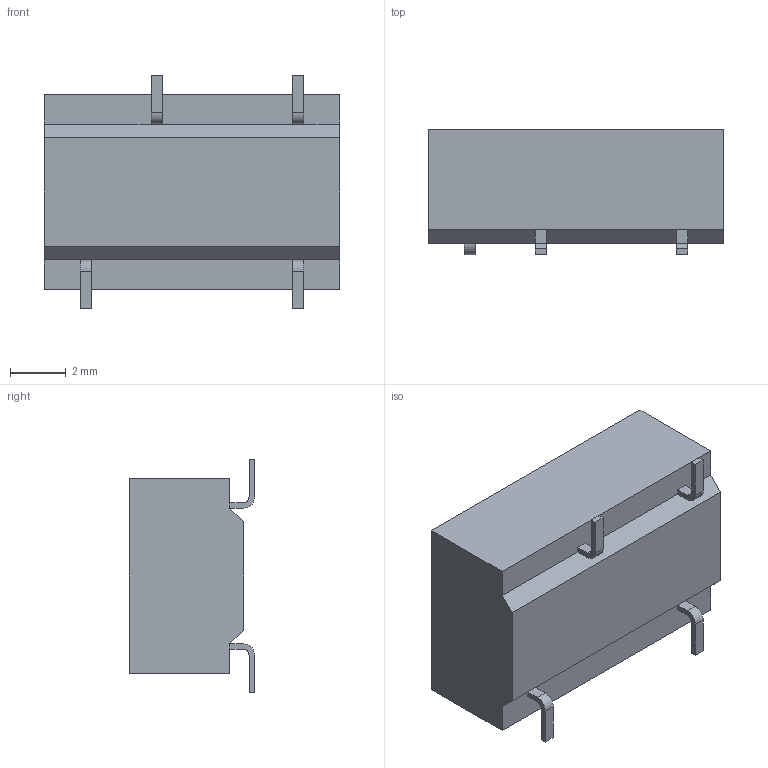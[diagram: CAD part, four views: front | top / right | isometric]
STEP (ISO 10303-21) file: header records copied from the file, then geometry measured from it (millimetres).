
FILE_DESCRIPTION(('STEP AP242'),'1');
FILE_NAME('20727.stp','2018-12-10T14:13:49',('TraceParts'),('TraceParts S.A.'),'Spatial InterOp 3D',' ',' ');
FILE_SCHEMA(('AP242_MANAGED_MODEL_BASED_3D_ENGINEERING_MIM_LF {1 0 10303 442 1 1 4}'));
Length unit declared in the file: millimetre
Products named in the file (1): 20727
Bounding box: 10.6 x 4.5 x 8.4 mm (x, y, z)
Volume: 291.1 mm3; surface area: 295.1 mm2
Topology: 1 solids, 1 shells, 46 faces, 124 edges, 80 vertices
Faces by surface type: plane 38, cylinder 8
Entity records: 2824 total; most frequent: CARTESIAN_POINT 251, STYLED_ITEM 250, PRESENTATION_STYLE_ASSIGNMENT 250, COLOUR_RGB 250, ORIENTED_EDGE 248, DIRECTION 234, EDGE_CURVE 124, CURVE_STYLE 124
